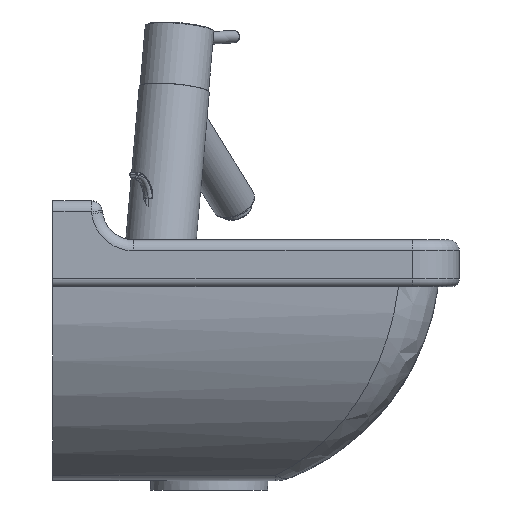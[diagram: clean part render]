
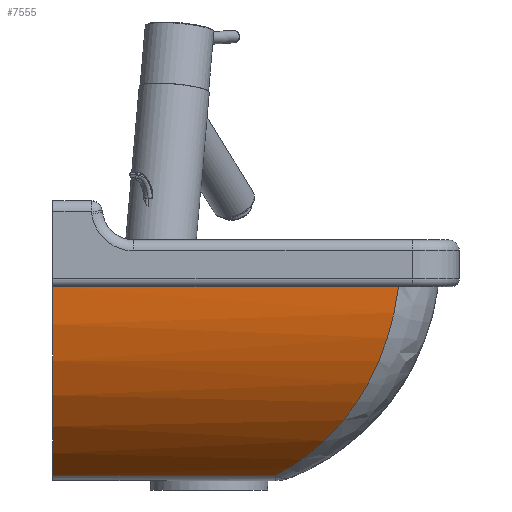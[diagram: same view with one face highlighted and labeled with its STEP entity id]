
A CAD part, left-side view. The second image highlights one B-rep face of the part: STEP entity #7555.
In plain terms, the highlighted cylindrical face has radius 139.876 mm (diameter 279.753 mm), a partial arc.
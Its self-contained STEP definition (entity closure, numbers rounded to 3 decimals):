
#5762=CARTESIAN_POINT('',(36.278,-117.528,14.365));
#5763=VERTEX_POINT('',#5762);
#6012=CARTESIAN_POINT('',(-32.801,-196.282,135.001));
#6013=VERTEX_POINT('',#6012);
#6027=CARTESIAN_POINT('',(-32.801,-196.281,135.001));
#6028=CARTESIAN_POINT('',(-32.801,-195.903,131.986));
#6029=CARTESIAN_POINT('',(-32.634,-195.131,126.845));
#6030=CARTESIAN_POINT('',(-32.1,-193.948,120.738));
#6031=CARTESIAN_POINT('',(-31.596,-193.033,116.592));
#6032=CARTESIAN_POINT('',(-30.907,-191.89,111.813));
#6033=CARTESIAN_POINT('',(-29.219,-189.408,102.729));
#6034=CARTESIAN_POINT('',(-25.608,-184.869,89.79));
#6035=CARTESIAN_POINT('',(-21.245,-179.909,79.036));
#6036=CARTESIAN_POINT('',(-17.99,-176.33,72.322));
#6037=CARTESIAN_POINT('',(-13.48,-171.423,63.612));
#6038=CARTESIAN_POINT('',(-6.409,-163.946,52.621));
#6039=CARTESIAN_POINT('',(2.2,-154.939,42.266));
#6040=CARTESIAN_POINT('',(7.233,-149.65,37.002));
#6041=CARTESIAN_POINT('',(9.875,-146.862,34.406));
#6042=CARTESIAN_POINT('',(12.161,-144.441,32.234));
#6043=CARTESIAN_POINT('',(16.213,-140.13,28.576));
#6044=CARTESIAN_POINT('',(22.113,-133.764,23.764));
#6045=CARTESIAN_POINT('',(29.254,-125.82,18.666));
#6046=CARTESIAN_POINT('',(33.964,-120.327,15.722));
#6047=CARTESIAN_POINT('',(36.278,-117.528,14.365));
#6048=B_SPLINE_CURVE_WITH_KNOTS('',3,(#6027,#6028,#6029,#6030,#6031,#6032,#6033,#6034,#6035,#6036,#6037,#6038,#6039,#6040,#6041,#6042,#6043,#6044,#6045,#6046,#6047),.UNSPECIFIED.,.F.,.U.,(4,1,1,1,1,1,1,1,1,1,1,1,1,1,1,1,1,1,4),(4.854,5.599,6.13,6.395,6.66,7.368,8.783,10.197,10.551,10.905,13.027,14.442,15.149,15.414,15.68,16.21,17.271,18.332,19.393),.UNSPECIFIED.);
#6049=EDGE_CURVE('',#6013,#5763,#6048,.T.);
#6268=CARTESIAN_POINT('',(36.278,24.935,14.365));
#6269=VERTEX_POINT('',#6268);
#6280=CARTESIAN_POINT('',(36.278,-117.528,14.365));
#6281=DIRECTION('',(0.0,1.0,0.0));
#6282=VECTOR('',#6281,142.462);
#6283=LINE('',#6280,#6282);
#6284=EDGE_CURVE('',#5763,#6269,#6283,.T.);
#7499=CARTESIAN_POINT('',(-32.801,24.935,135.001));
#7500=VERTEX_POINT('',#7499);
#7501=CARTESIAN_POINT('',(107.075,24.935,135.001));
#7502=DIRECTION('',(0.0,1.,0.0));
#7503=DIRECTION('',(0.449,0.0,0.894));
#7504=AXIS2_PLACEMENT_3D('',#7501,#7502,#7503);
#7505=CIRCLE('',#7504,139.876);
#7506=EDGE_CURVE('',#6269,#7500,#7505,.T.);
#7539=CARTESIAN_POINT('',(107.075,24.935,135.001));
#7540=DIRECTION('',(0.0,-1.0,0.0));
#7541=DIRECTION('',(0.449,0.0,0.894));
#7542=AXIS2_PLACEMENT_3D('',#7539,#7540,#7541);
#7543=CYLINDRICAL_SURFACE('',#7542,139.876);
#7544=ORIENTED_EDGE('',*,*,#6049,.F.);
#7545=CARTESIAN_POINT('',(-32.801,-196.282,135.001));
#7546=DIRECTION('',(0.0,1.0,0.));
#7547=VECTOR('',#7546,221.216);
#7548=LINE('',#7545,#7547);
#7549=EDGE_CURVE('',#6013,#7500,#7548,.T.);
#7550=ORIENTED_EDGE('',*,*,#7549,.T.);
#7551=ORIENTED_EDGE('',*,*,#7506,.F.);
#7552=ORIENTED_EDGE('',*,*,#6284,.F.);
#7553=EDGE_LOOP('',(#7544,#7550,#7551,#7552));
#7554=FACE_OUTER_BOUND('',#7553,.T.);
#7555=ADVANCED_FACE('',(#7554),#7543,.T.);
